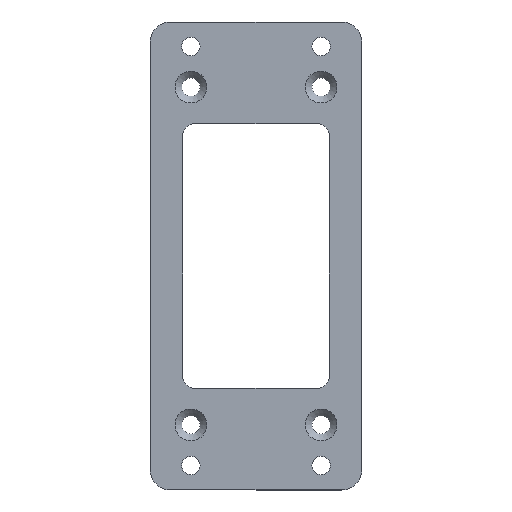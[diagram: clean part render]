
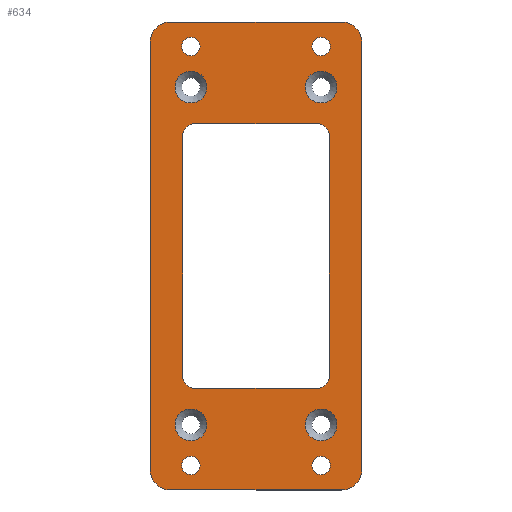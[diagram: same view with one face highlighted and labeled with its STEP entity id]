
A CAD part, top view. The second image highlights one B-rep face of the part: STEP entity #634.
In plain terms, the highlighted planar face has unit normal (0, 0, 1).
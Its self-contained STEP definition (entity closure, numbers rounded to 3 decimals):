
#78=PLANE('',#668);
#89=VECTOR('',#736,1.);
#91=VECTOR('',#739,1.);
#95=VECTOR('',#744,1.);
#98=VECTOR('',#768,1.);
#99=VECTOR('',#771,1.);
#100=VECTOR('',#778,1.);
#101=VECTOR('',#781,1.);
#102=VECTOR('',#784,1.);
#133=LINE('',#905,#89);
#135=LINE('',#909,#91);
#139=LINE('',#918,#95);
#142=LINE('',#944,#98);
#143=LINE('',#948,#99);
#144=LINE('',#957,#100);
#145=LINE('',#961,#101);
#146=LINE('',#965,#102);
#175=VERTEX_POINT('',#896);
#176=VERTEX_POINT('',#898);
#178=VERTEX_POINT('',#904);
#180=VERTEX_POINT('',#910);
#183=VERTEX_POINT('',#917);
#184=VERTEX_POINT('',#919);
#186=VERTEX_POINT('',#925);
#187=VERTEX_POINT('',#929);
#188=VERTEX_POINT('',#931);
#189=VERTEX_POINT('',#933);
#190=VERTEX_POINT('',#935);
#191=VERTEX_POINT('',#937);
#192=VERTEX_POINT('',#938);
#193=VERTEX_POINT('',#940);
#194=VERTEX_POINT('',#941);
#195=VERTEX_POINT('',#943);
#196=VERTEX_POINT('',#945);
#197=VERTEX_POINT('',#947);
#198=VERTEX_POINT('',#949);
#199=VERTEX_POINT('',#952);
#200=VERTEX_POINT('',#953);
#201=VERTEX_POINT('',#955);
#202=VERTEX_POINT('',#956);
#203=VERTEX_POINT('',#958);
#204=VERTEX_POINT('',#960);
#205=VERTEX_POINT('',#962);
#206=VERTEX_POINT('',#964);
#207=VERTEX_POINT('',#966);
#234=CIRCLE('',#661,3.);
#236=CIRCLE('',#667,5.);
#237=CIRCLE('',#669,3.9);
#238=CIRCLE('',#670,3.9);
#239=CIRCLE('',#671,3.9);
#240=CIRCLE('',#672,3.9);
#241=CIRCLE('',#673,2.25);
#242=CIRCLE('',#674,2.25);
#243=CIRCLE('',#675,3.);
#244=CIRCLE('',#676,3.);
#245=CIRCLE('',#677,3.);
#246=CIRCLE('',#678,2.25);
#247=CIRCLE('',#679,2.25);
#248=CIRCLE('',#680,5.);
#249=CIRCLE('',#681,5.);
#250=CIRCLE('',#682,5.);
#271=EDGE_CURVE('',#175,#176,#234,.T.);
#275=EDGE_CURVE('',#178,#175,#133,.T.);
#277=EDGE_CURVE('',#176,#180,#135,.T.);
#281=EDGE_CURVE('',#184,#183,#139,.T.);
#285=EDGE_CURVE('',#183,#186,#236,.T.);
#286=EDGE_CURVE('',#187,#187,#237,.T.);
#287=EDGE_CURVE('',#188,#188,#238,.T.);
#288=EDGE_CURVE('',#189,#189,#239,.T.);
#289=EDGE_CURVE('',#190,#190,#240,.T.);
#290=EDGE_CURVE('',#191,#192,#241,.T.);
#291=EDGE_CURVE('',#192,#191,#241,.T.);
#292=EDGE_CURVE('',#193,#194,#242,.T.);
#293=EDGE_CURVE('',#194,#193,#242,.T.);
#294=EDGE_CURVE('',#195,#178,#243,.T.);
#295=EDGE_CURVE('',#196,#195,#142,.T.);
#296=EDGE_CURVE('',#197,#196,#244,.T.);
#297=EDGE_CURVE('',#198,#197,#143,.T.);
#298=EDGE_CURVE('',#180,#198,#245,.T.);
#299=EDGE_CURVE('',#199,#200,#246,.T.);
#300=EDGE_CURVE('',#200,#199,#246,.T.);
#301=EDGE_CURVE('',#201,#202,#247,.T.);
#302=EDGE_CURVE('',#202,#201,#247,.T.);
#303=EDGE_CURVE('',#186,#203,#144,.T.);
#304=EDGE_CURVE('',#203,#204,#248,.T.);
#305=EDGE_CURVE('',#204,#205,#145,.T.);
#306=EDGE_CURVE('',#205,#206,#249,.T.);
#307=EDGE_CURVE('',#206,#207,#146,.T.);
#308=EDGE_CURVE('',#207,#184,#250,.T.);
#377=ORIENTED_EDGE('',*,*,#286,.F.);
#378=ORIENTED_EDGE('',*,*,#287,.F.);
#379=ORIENTED_EDGE('',*,*,#288,.F.);
#380=ORIENTED_EDGE('',*,*,#289,.F.);
#381=ORIENTED_EDGE('',*,*,#290,.F.);
#382=ORIENTED_EDGE('',*,*,#291,.F.);
#383=ORIENTED_EDGE('',*,*,#292,.F.);
#384=ORIENTED_EDGE('',*,*,#293,.F.);
#385=ORIENTED_EDGE('',*,*,#277,.F.);
#386=ORIENTED_EDGE('',*,*,#271,.F.);
#387=ORIENTED_EDGE('',*,*,#275,.F.);
#388=ORIENTED_EDGE('',*,*,#294,.F.);
#389=ORIENTED_EDGE('',*,*,#295,.F.);
#390=ORIENTED_EDGE('',*,*,#296,.F.);
#391=ORIENTED_EDGE('',*,*,#297,.F.);
#392=ORIENTED_EDGE('',*,*,#298,.F.);
#393=ORIENTED_EDGE('',*,*,#299,.F.);
#394=ORIENTED_EDGE('',*,*,#300,.F.);
#395=ORIENTED_EDGE('',*,*,#301,.F.);
#396=ORIENTED_EDGE('',*,*,#302,.F.);
#397=ORIENTED_EDGE('',*,*,#281,.T.);
#398=ORIENTED_EDGE('',*,*,#285,.T.);
#399=ORIENTED_EDGE('',*,*,#303,.T.);
#400=ORIENTED_EDGE('',*,*,#304,.T.);
#401=ORIENTED_EDGE('',*,*,#305,.T.);
#402=ORIENTED_EDGE('',*,*,#306,.T.);
#403=ORIENTED_EDGE('',*,*,#307,.T.);
#404=ORIENTED_EDGE('',*,*,#308,.T.);
#538=EDGE_LOOP('',(#377));
#539=EDGE_LOOP('',(#378));
#540=EDGE_LOOP('',(#379));
#541=EDGE_LOOP('',(#380));
#542=EDGE_LOOP('',(#381,#382));
#543=EDGE_LOOP('',(#383,#384));
#544=EDGE_LOOP('',(#385,#386,#387,#388,#389,#390,#391,#392));
#545=EDGE_LOOP('',(#393,#394));
#546=EDGE_LOOP('',(#395,#396));
#547=EDGE_LOOP('',(#397,#398,#399,#400,#401,#402,#403,#404));
#586=FACE_BOUND('',#538,.T.);
#587=FACE_BOUND('',#539,.T.);
#588=FACE_BOUND('',#540,.T.);
#589=FACE_BOUND('',#541,.T.);
#590=FACE_BOUND('',#542,.T.);
#591=FACE_BOUND('',#543,.T.);
#592=FACE_BOUND('',#544,.T.);
#593=FACE_BOUND('',#545,.T.);
#594=FACE_BOUND('',#546,.T.);
#595=FACE_BOUND('',#547,.T.);
#634=ADVANCED_FACE('',(#586,#587,#588,#589,#590,#591,#592,#593,#594,#595),
#78,.T.);
#661=AXIS2_PLACEMENT_3D('',#897,#730,#731);
#667=AXIS2_PLACEMENT_3D('',#926,#751,#752);
#668=AXIS2_PLACEMENT_3D('',#927,#753,$);
#669=AXIS2_PLACEMENT_3D('',#928,#754,#755);
#670=AXIS2_PLACEMENT_3D('',#930,#756,#757);
#671=AXIS2_PLACEMENT_3D('',#932,#758,#759);
#672=AXIS2_PLACEMENT_3D('',#934,#760,#761);
#673=AXIS2_PLACEMENT_3D('',#936,#762,#763);
#674=AXIS2_PLACEMENT_3D('',#939,#764,#765);
#675=AXIS2_PLACEMENT_3D('',#942,#766,#767);
#676=AXIS2_PLACEMENT_3D('',#946,#769,#770);
#677=AXIS2_PLACEMENT_3D('',#950,#772,#773);
#678=AXIS2_PLACEMENT_3D('',#951,#774,#775);
#679=AXIS2_PLACEMENT_3D('',#954,#776,#777);
#680=AXIS2_PLACEMENT_3D('',#959,#779,#780);
#681=AXIS2_PLACEMENT_3D('',#963,#782,#783);
#682=AXIS2_PLACEMENT_3D('',#967,#785,#786);
#730=DIRECTION('',(0.,0.,1.));
#731=DIRECTION('',(3.,0.,0.));
#736=DIRECTION('',(-1.,0.,0.));
#739=DIRECTION('',(0.,-1.,0.));
#744=DIRECTION('',(0.,-1.,0.));
#751=DIRECTION('',(0.,0.,1.));
#752=DIRECTION('',(5.,0.,0.));
#753=DIRECTION('',(0.,0.,1.));
#754=DIRECTION('',(0.,0.,1.));
#755=DIRECTION('',(3.9,0.,0.));
#756=DIRECTION('',(0.,0.,1.));
#757=DIRECTION('',(3.9,0.,0.));
#758=DIRECTION('',(0.,0.,1.));
#759=DIRECTION('',(3.9,0.,0.));
#760=DIRECTION('',(0.,0.,1.));
#761=DIRECTION('',(3.9,0.,0.));
#762=DIRECTION('',(0.,0.,1.));
#763=DIRECTION('',(2.25,0.,0.));
#764=DIRECTION('',(0.,0.,1.));
#765=DIRECTION('',(2.25,0.,0.));
#766=DIRECTION('',(0.,0.,1.));
#767=DIRECTION('',(3.,0.,0.));
#768=DIRECTION('',(0.,1.,0.));
#769=DIRECTION('',(0.,0.,1.));
#770=DIRECTION('',(3.,0.,0.));
#771=DIRECTION('',(1.,0.,0.));
#772=DIRECTION('',(0.,0.,1.));
#773=DIRECTION('',(3.,0.,0.));
#774=DIRECTION('',(0.,0.,1.));
#775=DIRECTION('',(2.25,0.,0.));
#776=DIRECTION('',(0.,0.,1.));
#777=DIRECTION('',(2.25,0.,0.));
#778=DIRECTION('',(1.,0.,0.));
#779=DIRECTION('',(0.,0.,1.));
#780=DIRECTION('',(5.,0.,0.));
#781=DIRECTION('',(0.,1.,0.));
#782=DIRECTION('',(0.,0.,1.));
#783=DIRECTION('',(5.,0.,0.));
#784=DIRECTION('',(-1.,0.,0.));
#785=DIRECTION('',(0.,0.,1.));
#786=DIRECTION('',(5.,0.,0.));
#896=CARTESIAN_POINT('',(-15.,90.,2.));
#897=CARTESIAN_POINT('',(-15.,87.,2.));
#898=CARTESIAN_POINT('',(-18.,87.,2.));
#904=CARTESIAN_POINT('',(15.,90.,2.));
#905=CARTESIAN_POINT('',(15.,90.,2.));
#909=CARTESIAN_POINT('',(-18.,87.,2.));
#910=CARTESIAN_POINT('',(-18.,28.,2.));
#917=CARTESIAN_POINT('',(-26.,5.,2.));
#918=CARTESIAN_POINT('',(-26.,110.,2.));
#919=CARTESIAN_POINT('',(-26.,110.,2.));
#925=CARTESIAN_POINT('',(-21.,0.,2.));
#926=CARTESIAN_POINT('',(-21.,5.,2.));
#927=CARTESIAN_POINT('',(-21.,5.,2.));
#928=CARTESIAN_POINT('',(-16.,16.,2.));
#929=CARTESIAN_POINT('',(-12.1,16.,2.));
#930=CARTESIAN_POINT('',(16.,16.,2.));
#931=CARTESIAN_POINT('',(19.9,16.,2.));
#932=CARTESIAN_POINT('',(-16.,99.,2.));
#933=CARTESIAN_POINT('',(-12.1,99.,2.));
#934=CARTESIAN_POINT('',(16.,99.,2.));
#935=CARTESIAN_POINT('',(19.9,99.,2.));
#936=CARTESIAN_POINT('',(-16.,109.,2.));
#937=CARTESIAN_POINT('',(-18.25,109.,2.));
#938=CARTESIAN_POINT('',(-13.75,109.,2.));
#939=CARTESIAN_POINT('',(-16.,6.,2.));
#940=CARTESIAN_POINT('',(-18.25,6.,2.));
#941=CARTESIAN_POINT('',(-13.75,6.,2.));
#942=CARTESIAN_POINT('',(15.,87.,2.));
#943=CARTESIAN_POINT('',(18.,87.,2.));
#944=CARTESIAN_POINT('',(18.,28.,2.));
#945=CARTESIAN_POINT('',(18.,28.,2.));
#946=CARTESIAN_POINT('',(15.,28.,2.));
#947=CARTESIAN_POINT('',(15.,25.,2.));
#948=CARTESIAN_POINT('',(-15.,25.,2.));
#949=CARTESIAN_POINT('',(-15.,25.,2.));
#950=CARTESIAN_POINT('',(-15.,28.,2.));
#951=CARTESIAN_POINT('',(16.,109.,2.));
#952=CARTESIAN_POINT('',(13.75,109.,2.));
#953=CARTESIAN_POINT('',(18.25,109.,2.));
#954=CARTESIAN_POINT('',(16.,6.,2.));
#955=CARTESIAN_POINT('',(13.75,6.,2.));
#956=CARTESIAN_POINT('',(18.25,6.,2.));
#957=CARTESIAN_POINT('',(-21.,0.,2.));
#958=CARTESIAN_POINT('',(21.,0.,2.));
#959=CARTESIAN_POINT('',(21.,5.,2.));
#960=CARTESIAN_POINT('',(26.,5.,2.));
#961=CARTESIAN_POINT('',(26.,5.,2.));
#962=CARTESIAN_POINT('',(26.,110.,2.));
#963=CARTESIAN_POINT('',(21.,110.,2.));
#964=CARTESIAN_POINT('',(21.,115.,2.));
#965=CARTESIAN_POINT('',(21.,115.,2.));
#966=CARTESIAN_POINT('',(-21.,115.,2.));
#967=CARTESIAN_POINT('',(-21.,110.,2.));
